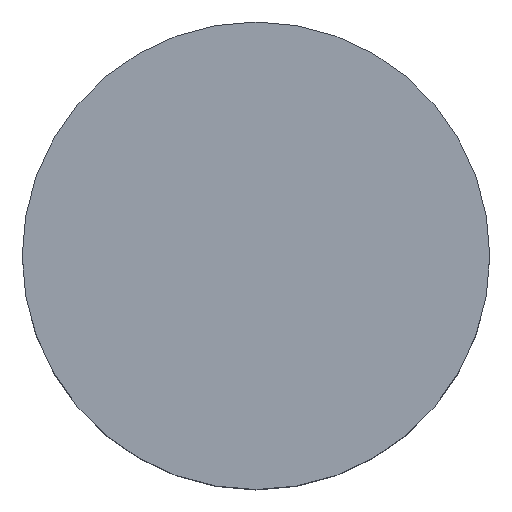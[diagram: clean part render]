
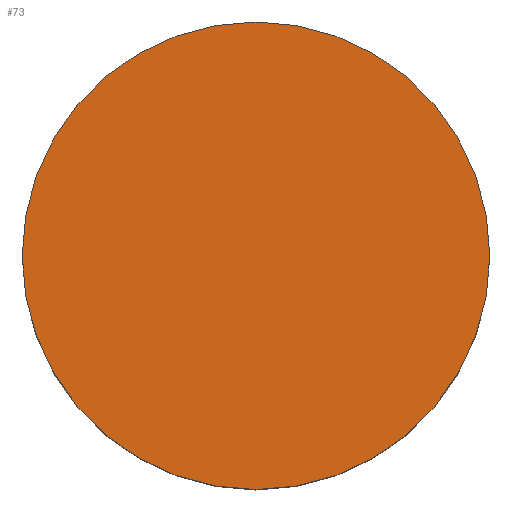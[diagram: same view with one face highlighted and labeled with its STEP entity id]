
A CAD part, top view. The second image highlights one B-rep face of the part: STEP entity #73.
In plain terms, the highlighted planar face has unit normal (0, 0, 1).
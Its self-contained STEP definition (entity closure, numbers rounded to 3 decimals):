
#15 = FACE_OUTER_BOUND ( 'NONE', #239, .T. ) ;
#18 = DIRECTION ( 'NONE',  ( 1., 0., 0. ) ) ;
#23 = CARTESIAN_POINT ( 'NONE',  ( -3., 0., 0. ) ) ;
#36 = VERTEX_POINT ( 'NONE', #305 ) ;
#38 = ORIENTED_EDGE ( 'NONE', *, *, #237, .T. ) ;
#44 = AXIS2_PLACEMENT_3D ( 'NONE', #289, #127, #292 ) ;
#46 = CIRCLE ( 'NONE', #306, 3. ) ;
#47 = CARTESIAN_POINT ( 'NONE',  ( 0., 0., 0. ) ) ;
#73 = ADVANCED_FACE ( 'NONE', ( #15 ), #109, .T. ) ;
#99 = EDGE_CURVE ( 'NONE', #307, #36, #46, .T. ) ;
#109 = PLANE ( 'NONE',  #346 ) ;
#127 = DIRECTION ( 'NONE',  ( 0., 0., 1. ) ) ;
#128 = CIRCLE ( 'NONE', #44, 3. ) ;
#156 = CARTESIAN_POINT ( 'NONE',  ( 0., 0., 0. ) ) ;
#168 = DIRECTION ( 'NONE',  ( 0., 0., 1. ) ) ;
#237 = EDGE_CURVE ( 'NONE', #36, #307, #128, .T. ) ;
#239 = EDGE_LOOP ( 'NONE', ( #38, #263 ) ) ;
#263 = ORIENTED_EDGE ( 'NONE', *, *, #99, .T. ) ;
#276 = DIRECTION ( 'NONE',  ( 1., 0., 0. ) ) ;
#289 = CARTESIAN_POINT ( 'NONE',  ( 0., 0., 0. ) ) ;
#292 = DIRECTION ( 'NONE',  ( 1., 0., 0. ) ) ;
#305 = CARTESIAN_POINT ( 'NONE',  ( 3., 0., 0. ) ) ;
#306 = AXIS2_PLACEMENT_3D ( 'NONE', #47, #168, #18 ) ;
#307 = VERTEX_POINT ( 'NONE', #23 ) ;
#308 = DIRECTION ( 'NONE',  ( 0., 0., 1. ) ) ;
#346 = AXIS2_PLACEMENT_3D ( 'NONE', #156, #308, #276 ) ;
